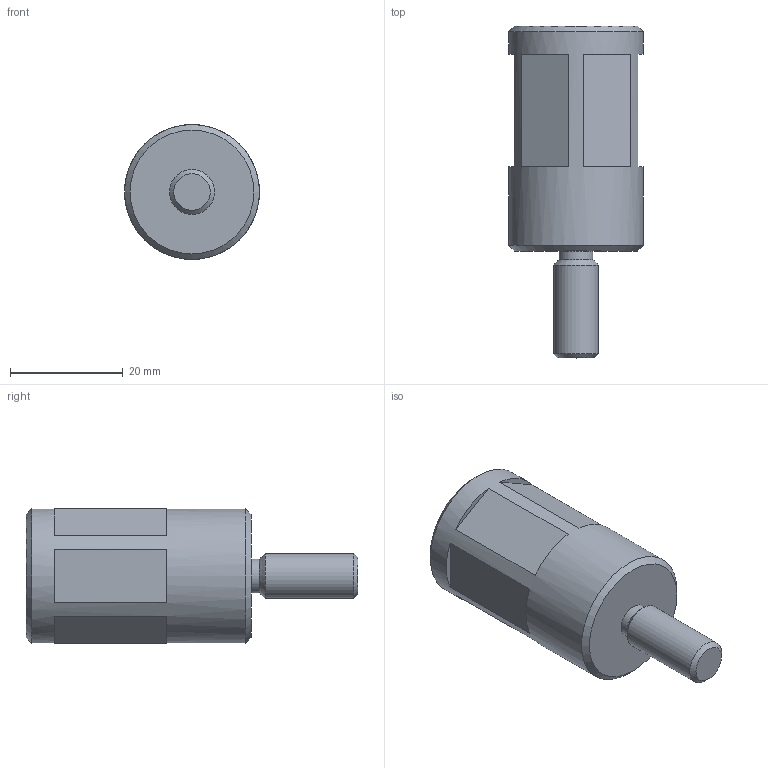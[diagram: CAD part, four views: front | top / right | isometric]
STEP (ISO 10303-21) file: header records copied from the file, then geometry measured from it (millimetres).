
FILE_DESCRIPTION( ( 'STEP AP214' ), '1' );
FILE_NAME( 'K0018.08040.stp', '2020-11-24T14:47:01', ( '' ), ( '' ), ' ', 'PARTsolutions', ' ' );
FILE_SCHEMA( ( 'AUTOMOTIVE_DESIGN { 1 0 10303 214 1 1 1 1 }' ) );
Length unit declared in the file: millimetre
Products named in the file (1): _K0018.08040
Bounding box: 24 x 59 x 24 mm (x, y, z)
Volume: 17361.2 mm3; surface area: 4815.2 mm2
Topology: 1 solids, 1 shells, 31 faces, 64 edges, 41 vertices
Faces by surface type: plane 21, cone 6, cylinder 4
Full cylindrical faces by diameter (mm): 6 x1, 6.647 x1, 8 x1, 24 x1
Entity records: 990 total; most frequent: DIRECTION 136, CARTESIAN_POINT 117, ORIENTED_EDGE 96, AXIS2_PLACEMENT_3D 56, EDGE_LOOP 48, EDGE_CURVE 48, VERTEX_POINT 37, FACE_OUTER_BOUND 35
